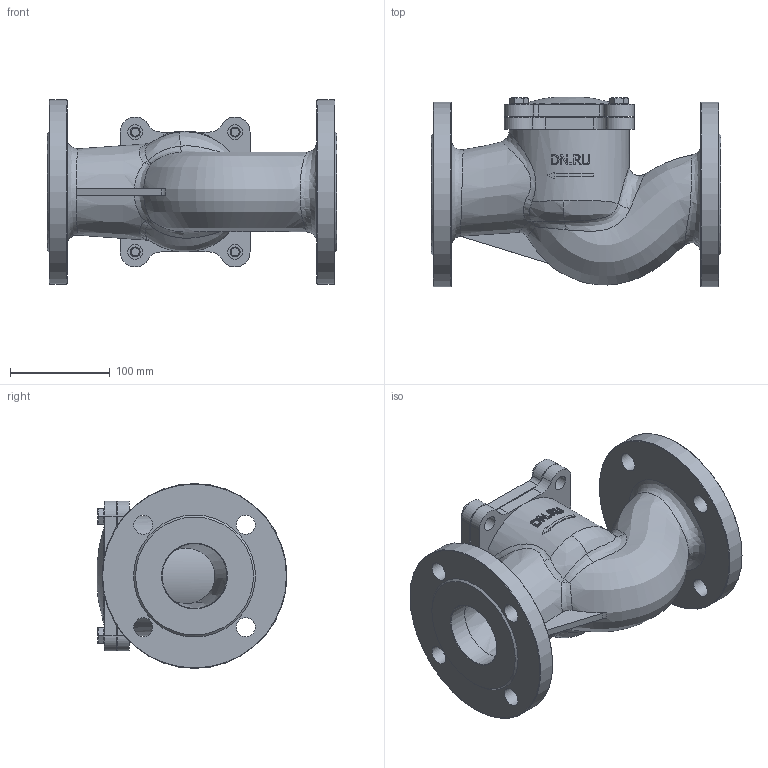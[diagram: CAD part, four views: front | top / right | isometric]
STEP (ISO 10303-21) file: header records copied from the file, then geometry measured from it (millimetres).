
FILE_DESCRIPTION(/* description */ (''),/* implementation_level */ '2;1');
FILE_NAME(/* name */ 'DN65_3D_STEP.stp',/* time_stamp */ '2024-03-27T17:16:26+03:00',/* author */ ('igorr'),/* organization */ (''),/* preprocessor_version */ 'ST-DEVELOPER v19.2',/* originating_system */ 'Autodesk Inventor 2023',/* authorisation */ '');
FILE_SCHEMA (('AUTOMOTIVE_DESIGN { 1 0 10303 214 3 1 1 }'));
Length unit declared in the file: millimetre
Products named in the file (3): Сборка; Деталь1; AS 1110 - M10 x 16
Assembly tree (5 placements, depth 2):
  Сборка
    Деталь1
    AS 1110 - M10 x 16  x4
Bounding box: 290 x 190.06 x 185 mm (x, y, z)
Volume: 2838119.6 mm3; surface area: 323063.7 mm2
Topology: 5 solids, 5 shells, 273 faces, 666 edges, 424 vertices
Faces by surface type: plane 129, cylinder 57, bspline 47, cone 36, torus 2, sphere 2
Full cylindrical faces by diameter (mm): 10 x4, 15 x8, 16 x4, 19 x8, 65 x2, 90 x1, 120 x1, 185 x2
Entity records: 9658 total; most frequent: CARTESIAN_POINT 4637, ORIENTED_EDGE 1024, DIRECTION 898, EDGE_CURVE 512, AXIS2_PLACEMENT_3D 349, VERTEX_POINT 334, EDGE_LOOP 252, FACE_OUTER_BOUND 201
